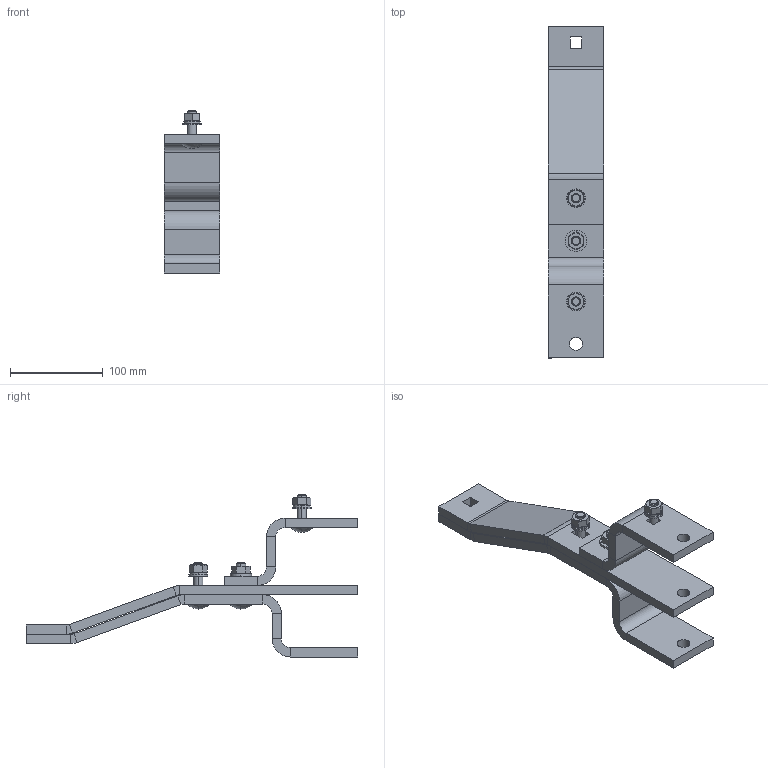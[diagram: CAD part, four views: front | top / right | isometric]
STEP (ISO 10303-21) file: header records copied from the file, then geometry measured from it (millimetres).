
FILE_DESCRIPTION(('STEP AP214'),'1');
FILE_NAME('cctmp_25163EBF-C1D7-4B4D-A778-D5940BB4E151_2024_06_07_11_35_00_0519..stp','2024-06-07T09:35:00',('SIEMENS A&D'),('CADClick - www.CADClick.com'),'Spatial InterOp 3D',' ','unknown authorization');
FILE_SCHEMA(('AUTOMOTIVE_DESIGN'));
Length unit declared in the file: millimetre
Products named in the file (15): cc_unnamed; 2024_06_07_11_35_00_0497; 2024_06_07_11_35_00_0456; 2024_06_07_11_35_00_0415; 2024_06_07_11_35_00_0374; 2024_06_07_11_35_00_0296; 2024_06_07_11_35_00_0264; 2024_06_07_11_35_00_0233; 2024_06_07_11_35_00_0154; 2024_06_07_11_35_00_0123; 2024_06_07_11_35_00_0092; 2024_06_07_11_35_00_0061; 2024_06_07_11_34_59_0998; 2024_06_07_11_34_59_0967; 2024_06_07_11_34_59_0936
Assembly tree (14 placements, depth 2):
  cc_unnamed
    2024_06_07_11_35_00_0497
    2024_06_07_11_35_00_0456
    2024_06_07_11_35_00_0415
    2024_06_07_11_35_00_0374
    2024_06_07_11_35_00_0296
    2024_06_07_11_35_00_0264
    2024_06_07_11_35_00_0233
    2024_06_07_11_35_00_0154
    2024_06_07_11_35_00_0123
    2024_06_07_11_35_00_0092
    2024_06_07_11_35_00_0061
    2024_06_07_11_34_59_0998
    2024_06_07_11_34_59_0967
    2024_06_07_11_34_59_0936
Bounding box: 60 x 357.5 x 174.5 mm (x, y, z)
Volume: 584045.9 mm3; surface area: 154559.3 mm2
Topology: 14 solids, 14 shells, 262 faces, 578 edges, 353 vertices
Faces by surface type: plane 160, cylinder 60, cone 36, sphere 6
Entity records: 9722 total; most frequent: CARTESIAN_POINT 1352, DIRECTION 1264, ORIENTED_EDGE 1156, EDGE_CURVE 578, AXIS2_PLACEMENT_3D 445, LINE 374, VECTOR 374, VERTEX_POINT 353
